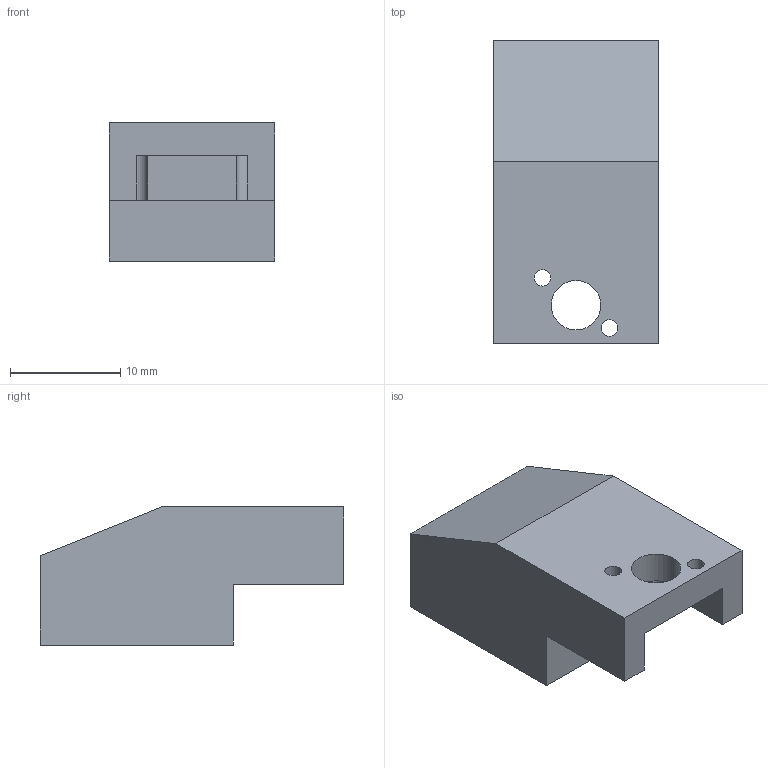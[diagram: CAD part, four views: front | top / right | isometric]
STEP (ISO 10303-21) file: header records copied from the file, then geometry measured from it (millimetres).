
FILE_DESCRIPTION (( 'STEP AP214' ), '1' );
FILE_NAME ('Gripper_Finger_Origin_Centered_Nostep_5.5mm.STEP', '2023-05-12T00:59:11', ( '' ), ( '' ), 'SwSTEP 2.0', 'SolidWorks 2022', '' );
FILE_SCHEMA (( 'AUTOMOTIVE_DESIGN' ));
Length unit declared in the file: millimetre
Products named in the file (1): Gripper_Finger_Origin_Centered_Nostep_5.5mm
Bounding box: 15 x 27.5 x 12.5 mm (x, y, z)
Volume: 3589.5 mm3; surface area: 1788.1 mm2
Topology: 1 solids, 1 shells, 22 faces, 60 edges, 40 vertices
Faces by surface type: plane 13, cylinder 9
Entity records: 748 total; most frequent: DIRECTION 124, CARTESIAN_POINT 123, ORIENTED_EDGE 120, EDGE_CURVE 60, LINE 42, VECTOR 42, AXIS2_PLACEMENT_3D 41, VERTEX_POINT 40
